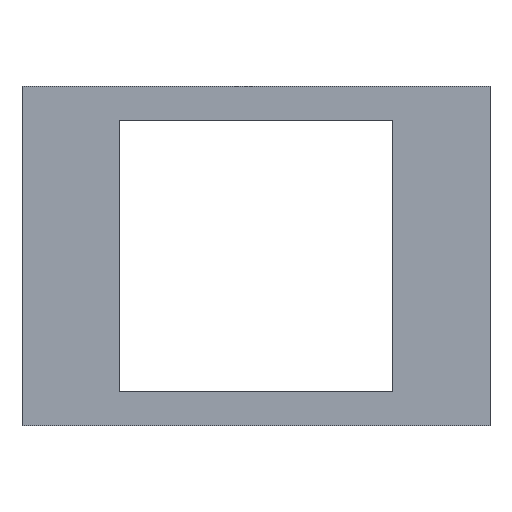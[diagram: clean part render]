
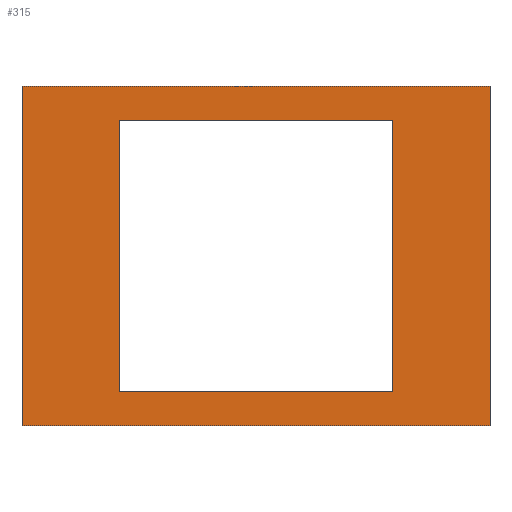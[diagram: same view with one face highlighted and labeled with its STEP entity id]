
A CAD part, front view. The second image highlights one B-rep face of the part: STEP entity #315.
In plain terms, the highlighted planar face has unit normal (0, -1, 0).
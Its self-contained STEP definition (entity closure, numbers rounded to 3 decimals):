
#301=AXIS2_PLACEMENT_3D('Plane Axis2P3D',#298,#299,#300) ;
#43=CARTESIAN_POINT('Vertex',(-241.,-85.001,310.)) ;
#57=CARTESIAN_POINT('Vertex',(-241.,-85.001,-40.)) ;
#60=CARTESIAN_POINT('Line Origine',(-241.,-85.001,135.)) ;
#88=CARTESIAN_POINT('Vertex',(241.,-85.001,-40.)) ;
#91=CARTESIAN_POINT('Line Origine',(0.,-85.001,-40.)) ;
#119=CARTESIAN_POINT('Vertex',(241.,-85.001,310.)) ;
#122=CARTESIAN_POINT('Line Origine',(241.,-85.001,135.)) ;
#144=CARTESIAN_POINT('Line Origine',(0.,-85.001,310.)) ;
#161=CARTESIAN_POINT('Line Origine',(0.,-85.001,275.)) ;
#165=CARTESIAN_POINT('Vertex',(141.,-85.001,275.)) ;
#167=CARTESIAN_POINT('Vertex',(-141.,-85.001,275.)) ;
#201=CARTESIAN_POINT('Line Origine',(141.,-85.001,135.)) ;
#205=CARTESIAN_POINT('Vertex',(141.,-85.001,-5.)) ;
#232=CARTESIAN_POINT('Line Origine',(0.,-85.001,-5.)) ;
#236=CARTESIAN_POINT('Vertex',(-141.,-85.001,-5.)) ;
#263=CARTESIAN_POINT('Line Origine',(-141.,-85.001,135.)) ;
#298=CARTESIAN_POINT('Axis2P3D Location',(0.,-85.001,135.)) ;
#61=DIRECTION('Vector Direction',(0.,0.,-1.)) ;
#92=DIRECTION('Vector Direction',(-1.,0.,0.)) ;
#123=DIRECTION('Vector Direction',(0.,0.,1.)) ;
#145=DIRECTION('Vector Direction',(1.,0.,0.)) ;
#162=DIRECTION('Vector Direction',(1.,0.,0.)) ;
#202=DIRECTION('Vector Direction',(0.,0.,1.)) ;
#233=DIRECTION('Vector Direction',(-1.,0.,0.)) ;
#264=DIRECTION('Vector Direction',(0.,0.,-1.)) ;
#299=DIRECTION('Axis2P3D Direction',(0.,-1.,0.)) ;
#300=DIRECTION('Axis2P3D XDirection',(1.,0.,0.)) ;
#62=VECTOR('Line Direction',#61,1.) ;
#93=VECTOR('Line Direction',#92,1.) ;
#124=VECTOR('Line Direction',#123,1.) ;
#146=VECTOR('Line Direction',#145,1.) ;
#163=VECTOR('Line Direction',#162,1.) ;
#203=VECTOR('Line Direction',#202,1.) ;
#234=VECTOR('Line Direction',#233,1.) ;
#265=VECTOR('Line Direction',#264,1.) ;
#304=ORIENTED_EDGE('',*,*,#64,.T.) ;
#305=ORIENTED_EDGE('',*,*,#95,.T.) ;
#306=ORIENTED_EDGE('',*,*,#126,.T.) ;
#307=ORIENTED_EDGE('',*,*,#148,.T.) ;
#310=ORIENTED_EDGE('',*,*,#169,.F.) ;
#311=ORIENTED_EDGE('',*,*,#207,.F.) ;
#312=ORIENTED_EDGE('',*,*,#238,.F.) ;
#313=ORIENTED_EDGE('',*,*,#267,.F.) ;
#314=FACE_BOUND('',#309,.T.) ;
#315=ADVANCED_FACE('E1.2_III_W_REAR_SEGREGATION_SHR',(#308,#314),#302,.T.) ;
#64=EDGE_CURVE('',#44,#58,#63,.T.) ;
#95=EDGE_CURVE('',#58,#89,#94,.F.) ;
#126=EDGE_CURVE('',#89,#120,#125,.T.) ;
#148=EDGE_CURVE('',#120,#44,#147,.F.) ;
#169=EDGE_CURVE('',#166,#168,#164,.F.) ;
#207=EDGE_CURVE('',#206,#166,#204,.T.) ;
#238=EDGE_CURVE('',#237,#206,#235,.F.) ;
#267=EDGE_CURVE('',#168,#237,#266,.T.) ;
#303=EDGE_LOOP('',(#304,#305,#306,#307)) ;
#309=EDGE_LOOP('',(#310,#311,#312,#313)) ;
#308=FACE_OUTER_BOUND('',#303,.T.) ;
#63=LINE('Line',#60,#62) ;
#94=LINE('Line',#91,#93) ;
#125=LINE('Line',#122,#124) ;
#147=LINE('Line',#144,#146) ;
#164=LINE('Line',#161,#163) ;
#204=LINE('Line',#201,#203) ;
#235=LINE('Line',#232,#234) ;
#266=LINE('Line',#263,#265) ;
#302=PLANE('',#301) ;
#44=VERTEX_POINT('',#43) ;
#58=VERTEX_POINT('',#57) ;
#89=VERTEX_POINT('',#88) ;
#120=VERTEX_POINT('',#119) ;
#166=VERTEX_POINT('',#165) ;
#168=VERTEX_POINT('',#167) ;
#206=VERTEX_POINT('',#205) ;
#237=VERTEX_POINT('',#236) ;
